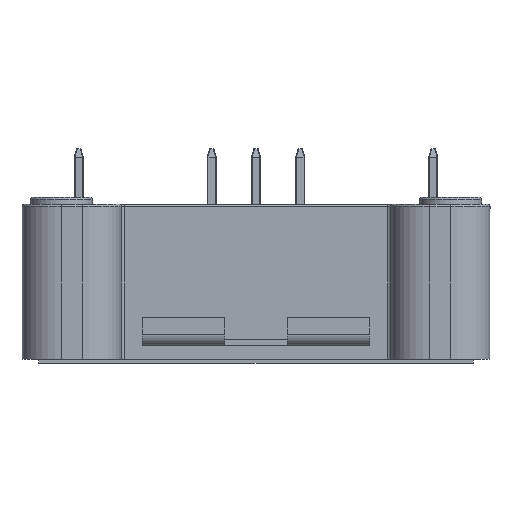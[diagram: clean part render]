
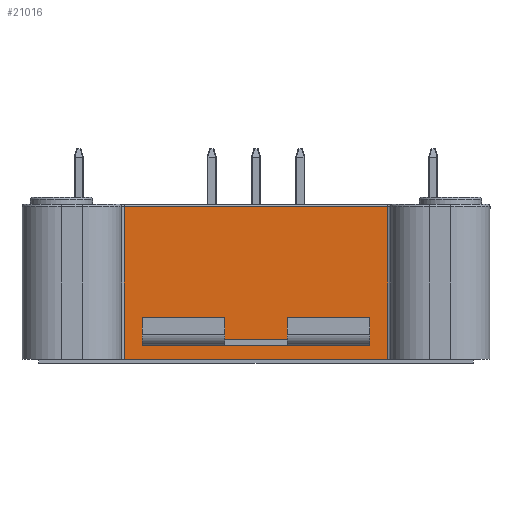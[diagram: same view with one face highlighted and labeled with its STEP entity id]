
A CAD part, left-side view. The second image highlights one B-rep face of the part: STEP entity #21016.
In plain terms, the highlighted planar face has unit normal (-1, 0, 0).
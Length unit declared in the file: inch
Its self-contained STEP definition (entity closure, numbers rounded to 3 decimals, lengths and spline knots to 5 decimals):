
#362=FACE_BOUND('',#4626,.T.);
#3348=FACE_OUTER_BOUND('',#4625,.T.);
#4625=EDGE_LOOP('',(#16084,#16085,#16086,#16087));
#4626=EDGE_LOOP('',(#16088,#16089,#16090,#16091));
#6008=LINE('',#34189,#7219);
#6012=LINE('',#34197,#7223);
#6071=LINE('',#34375,#7282);
#6073=LINE('',#34378,#7284);
#6115=LINE('',#35505,#7326);
#6119=LINE('',#35524,#7330);
#6121=LINE('',#35530,#7332);
#6122=LINE('',#35531,#7333);
#7219=VECTOR('',#27252,0.3937);
#7223=VECTOR('',#27258,0.3937);
#7282=VECTOR('',#27445,0.3937);
#7284=VECTOR('',#27449,0.3937);
#7326=VECTOR('',#28499,0.3937);
#7330=VECTOR('',#28523,0.3937);
#7332=VECTOR('',#28529,0.3937);
#7333=VECTOR('',#28530,0.3937);
#8516=VERTEX_POINT('',#34187);
#8517=VERTEX_POINT('',#34188);
#8520=VERTEX_POINT('',#34196);
#8575=VERTEX_POINT('',#34374);
#8946=VERTEX_POINT('',#35497);
#8948=VERTEX_POINT('',#35503);
#8953=VERTEX_POINT('',#35523);
#8955=VERTEX_POINT('',#35529);
#11037=EDGE_CURVE('',#8516,#8517,#6008,.T.);
#11041=EDGE_CURVE('',#8520,#8516,#6012,.T.);
#11130=EDGE_CURVE('',#8517,#8575,#6071,.T.);
#11132=EDGE_CURVE('',#8575,#8520,#6073,.T.);
#11550=EDGE_CURVE('',#8948,#8946,#6115,.T.);
#11560=EDGE_CURVE('',#8946,#8953,#6119,.T.);
#11563=EDGE_CURVE('',#8955,#8948,#6121,.T.);
#11564=EDGE_CURVE('',#8953,#8955,#6122,.T.);
#16084=ORIENTED_EDGE('',*,*,#11550,.F.);
#16085=ORIENTED_EDGE('',*,*,#11563,.F.);
#16086=ORIENTED_EDGE('',*,*,#11564,.F.);
#16087=ORIENTED_EDGE('',*,*,#11560,.F.);
#16088=ORIENTED_EDGE('',*,*,#11041,.T.);
#16089=ORIENTED_EDGE('',*,*,#11037,.T.);
#16090=ORIENTED_EDGE('',*,*,#11130,.T.);
#16091=ORIENTED_EDGE('',*,*,#11132,.T.);
#19102=PLANE('',#23113);
#21016=ADVANCED_FACE('',(#3348,#362),#19102,.F.);
#23113=AXIS2_PLACEMENT_3D('',#35528,#28527,#28528);
#27252=DIRECTION('',(0.,0.,1.));
#27258=DIRECTION('',(0.,1.,0.));
#27445=DIRECTION('',(0.,-1.,0.));
#27449=DIRECTION('',(0.,0.,-1.));
#28499=DIRECTION('',(0.,-1.,0.));
#28523=DIRECTION('',(0.,0.,-1.));
#28527=DIRECTION('center_axis',(1.,0.,0.));
#28528=DIRECTION('ref_axis',(0.,0.,-1.));
#28529=DIRECTION('',(0.,0.,1.));
#28530=DIRECTION('',(0.,1.,0.));
#34187=CARTESIAN_POINT('',(-0.80709,0.32283,0.03937));
#34188=CARTESIAN_POINT('',(-0.80709,0.32283,0.05512));
#34189=CARTESIAN_POINT('',(-0.80709,0.32283,0.25787));
#34196=CARTESIAN_POINT('',(-0.80709,-0.32283,0.03937));
#34197=CARTESIAN_POINT('',(-0.80709,-0.19094,0.03937));
#34374=CARTESIAN_POINT('',(-0.80709,-0.32283,0.05512));
#34375=CARTESIAN_POINT('',(-0.80709,-0.19094,0.05512));
#34378=CARTESIAN_POINT('',(-0.80709,-0.32283,0.25787));
#35497=CARTESIAN_POINT('',(-0.80709,-0.37402,0.43307));
#35503=CARTESIAN_POINT('',(-0.80709,0.37402,0.43307));
#35505=CARTESIAN_POINT('',(-0.80709,-0.19094,0.43307));
#35523=CARTESIAN_POINT('',(-0.80709,-0.37402,0.));
#35524=CARTESIAN_POINT('',(-0.80709,-0.37402,0.46063));
#35528=CARTESIAN_POINT('Origin',(-0.80709,-0.38189,
0.46063));
#35529=CARTESIAN_POINT('',(-0.80709,0.37402,0.));
#35530=CARTESIAN_POINT('',(-0.80709,0.37402,0.46063));
#35531=CARTESIAN_POINT('',(-0.80709,-0.19094,0.));
